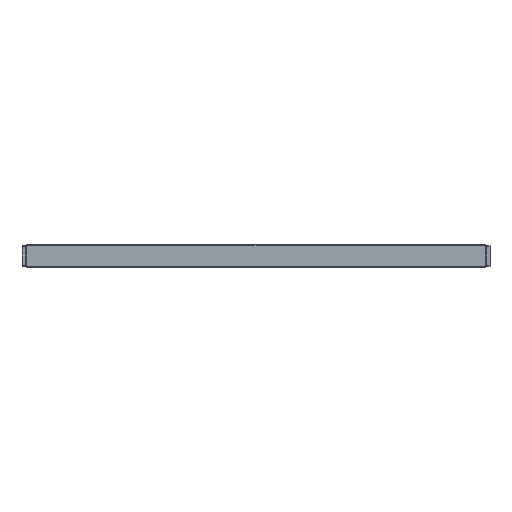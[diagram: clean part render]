
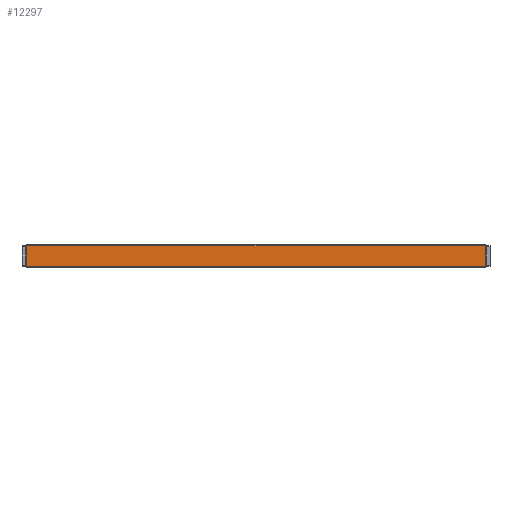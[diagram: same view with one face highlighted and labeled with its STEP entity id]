
A CAD part, front view. The second image highlights one B-rep face of the part: STEP entity #12297.
In plain terms, the highlighted planar face has unit normal (0, -1, 0).
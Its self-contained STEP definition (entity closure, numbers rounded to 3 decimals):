
#10118=FACE_OUTER_BOUND('',#22549,.T.);
#12297=ADVANCED_FACE('',(#10118),#15491,.T.);
#15491=PLANE('',#63308);
#22549=EDGE_LOOP('',(#27420,#27421,#27422,#27423,#27424,#27425,#27426,#27427));
#27420=ORIENTED_EDGE('',*,*,#47324,.T.);
#27421=ORIENTED_EDGE('',*,*,#47325,.F.);
#27422=ORIENTED_EDGE('',*,*,#47326,.T.);
#27423=ORIENTED_EDGE('',*,*,#47327,.T.);
#27424=ORIENTED_EDGE('',*,*,#47328,.T.);
#27425=ORIENTED_EDGE('',*,*,#47329,.F.);
#27426=ORIENTED_EDGE('',*,*,#47330,.T.);
#27427=ORIENTED_EDGE('',*,*,#47331,.T.);
#42092=VERTEX_POINT('',#83452);
#42093=VERTEX_POINT('',#83453);
#42094=VERTEX_POINT('',#83455);
#42095=VERTEX_POINT('',#83457);
#42096=VERTEX_POINT('',#83459);
#42097=VERTEX_POINT('',#83461);
#42098=VERTEX_POINT('',#83463);
#42099=VERTEX_POINT('',#83465);
#47324=EDGE_CURVE('',#42092,#42093,#54568,.T.);
#47325=EDGE_CURVE('',#42094,#42093,#54569,.T.);
#47326=EDGE_CURVE('',#42094,#42095,#54570,.T.);
#47327=EDGE_CURVE('',#42095,#42096,#54571,.T.);
#47328=EDGE_CURVE('',#42096,#42097,#54572,.T.);
#47329=EDGE_CURVE('',#42098,#42097,#54573,.T.);
#47330=EDGE_CURVE('',#42098,#42099,#54574,.T.);
#47331=EDGE_CURVE('',#42099,#42092,#54575,.T.);
#54568=LINE('',#83451,#59024);
#54569=LINE('',#83454,#59025);
#54570=LINE('',#83456,#59026);
#54571=LINE('',#83458,#59027);
#54572=LINE('',#83460,#59028);
#54573=LINE('',#83462,#59029);
#54574=LINE('',#83464,#59030);
#54575=LINE('',#83466,#59031);
#59024=VECTOR('',#68477,1.);
#59025=VECTOR('',#68478,1.);
#59026=VECTOR('',#68479,1.);
#59027=VECTOR('',#68480,1.);
#59028=VECTOR('',#68481,1.);
#59029=VECTOR('',#68482,1.);
#59030=VECTOR('',#68483,1.);
#59031=VECTOR('',#68484,1.);
#63308=AXIS2_PLACEMENT_3D('',#83467,#68485,#68486);
#68477=DIRECTION('',(-1.,0.,0.));
#68478=DIRECTION('',(0.577,0.,0.816));
#68479=DIRECTION('',(0.,0.,-1.));
#68480=DIRECTION('',(0.577,0.,-0.816));
#68481=DIRECTION('',(1.,0.,0.));
#68482=DIRECTION('',(-0.577,0.,-0.816));
#68483=DIRECTION('',(0.,0.,1.));
#68484=DIRECTION('',(-0.577,0.,0.816));
#68485=DIRECTION('',(0.,-1.,0.));
#68486=DIRECTION('',(1.,0.,0.));
#83451=CARTESIAN_POINT('',(-125.,-6.,5.5));
#83452=CARTESIAN_POINT('',(124.3,-6.,5.5));
#83453=CARTESIAN_POINT('',(-124.3,-6.,5.5));
#83454=CARTESIAN_POINT('',(-124.582,-6.,5.101));
#83455=CARTESIAN_POINT('',(-124.5,-6.,5.217));
#83456=CARTESIAN_POINT('',(-124.5,-6.,-5.5));
#83457=CARTESIAN_POINT('',(-124.5,-6.,-5.217));
#83458=CARTESIAN_POINT('',(-129.954,-6.,2.497));
#83459=CARTESIAN_POINT('',(-124.3,-6.,-5.5));
#83460=CARTESIAN_POINT('',(-125.,-6.,-5.5));
#83461=CARTESIAN_POINT('',(124.3,-6.,-5.5));
#83462=CARTESIAN_POINT('',(124.582,-6.,-5.101));
#83463=CARTESIAN_POINT('',(124.5,-6.,-5.217));
#83464=CARTESIAN_POINT('',(124.5,-6.,6.));
#83465=CARTESIAN_POINT('',(124.5,-6.,5.217));
#83466=CARTESIAN_POINT('',(40.964,-6.,123.354));
#83467=CARTESIAN_POINT('',(-125.,-6.,6.));
